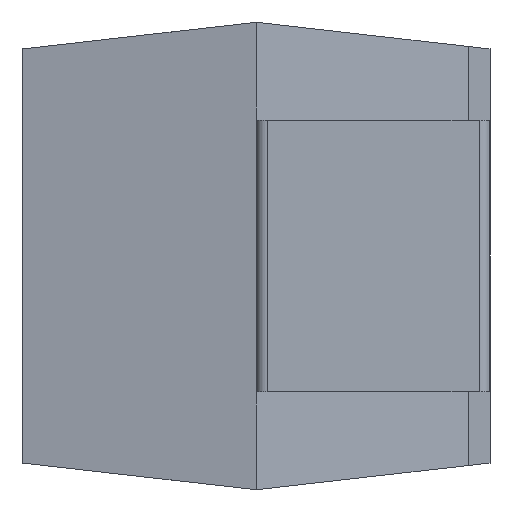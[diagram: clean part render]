
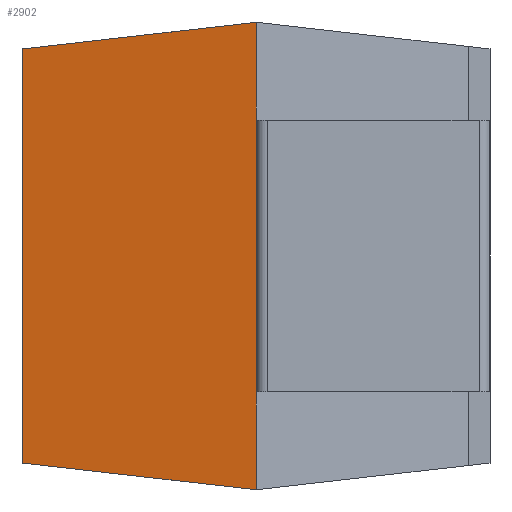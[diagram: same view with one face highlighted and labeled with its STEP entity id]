
A CAD part, left-side view. The second image highlights one B-rep face of the part: STEP entity #2902.
In plain terms, the highlighted planar face has unit normal (-0.986, 0.167, 0).
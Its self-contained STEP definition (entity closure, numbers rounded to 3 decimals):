
#179 = VERTEX_POINT ( 'NONE', #1397 ) ;
#227 = DIRECTION ( 'NONE',  ( -0.166, -0.98, -0.112 ) ) ;
#435 = LINE ( 'NONE', #2519, #1188 ) ;
#463 = EDGE_CURVE ( 'NONE', #2489, #3605, #491, .T. ) ;
#470 = EDGE_CURVE ( 'NONE', #3605, #1001, #1350, .T. ) ;
#488 = EDGE_CURVE ( 'NONE', #2489, #179, #2898, .T. ) ;
#489 = CARTESIAN_POINT ( 'NONE',  ( 0., 2.15, -3.4 ) ) ;
#491 = LINE ( 'NONE', #1717, #2290 ) ;
#595 = VECTOR ( 'NONE', #1645, 1000. ) ;
#661 = CARTESIAN_POINT ( 'NONE',  ( 0.364, 4.3, -4.054 ) ) ;
#778 = DIRECTION ( 'NONE',  ( -0.166, -0.98, 0.112 ) ) ;
#875 = VECTOR ( 'NONE', #778, 1000. ) ;
#919 = VERTEX_POINT ( 'NONE', #3526 ) ;
#984 = CARTESIAN_POINT ( 'NONE',  ( 0., 2.15, -4.3 ) ) ;
#991 = CARTESIAN_POINT ( 'NONE',  ( 0., 2.15, 0. ) ) ;
#1001 = VERTEX_POINT ( 'NONE', #991 ) ;
#1039 = ORIENTED_EDGE ( 'NONE', *, *, #463, .F. ) ;
#1090 = CARTESIAN_POINT ( 'NONE',  ( 0., 2.15, -4.3 ) ) ;
#1188 = VECTOR ( 'NONE', #1897, 1000. ) ;
#1299 = ORIENTED_EDGE ( 'NONE', *, *, #2600, .T. ) ;
#1350 = LINE ( 'NONE', #2863, #875 ) ;
#1373 = DIRECTION ( 'NONE',  ( 0., 0., 1. ) ) ;
#1397 = CARTESIAN_POINT ( 'NONE',  ( 0., 2.15, -4.3 ) ) ;
#1407 = ORIENTED_EDGE ( 'NONE', *, *, #488, .T. ) ;
#1427 = CARTESIAN_POINT ( 'NONE',  ( -0.349, 0.086, -4.536 ) ) ;
#1430 = FACE_OUTER_BOUND ( 'NONE', #3399, .T. ) ;
#1448 = AXIS2_PLACEMENT_3D ( 'NONE', #2859, #2261, #1666 ) ;
#1645 = DIRECTION ( 'NONE',  ( 0., 0., 1. ) ) ;
#1666 = DIRECTION ( 'NONE',  ( -0.167, -0.986, 0. ) ) ;
#1690 = VERTEX_POINT ( 'NONE', #489 ) ;
#1717 = CARTESIAN_POINT ( 'NONE',  ( 0.364, 4.3, -4.3 ) ) ;
#1833 = CARTESIAN_POINT ( 'NONE',  ( 0.364, 4.3, -0.246 ) ) ;
#1865 = ORIENTED_EDGE ( 'NONE', *, *, #470, .F. ) ;
#1869 = EDGE_CURVE ( 'NONE', #179, #1690, #435, .T. ) ;
#1878 = DIRECTION ( 'NONE',  ( 0., 0., 1. ) ) ;
#1897 = DIRECTION ( 'NONE',  ( 0., 0., 1. ) ) ;
#2261 = DIRECTION ( 'NONE',  ( -0.986, 0.167, 0. ) ) ;
#2290 = VECTOR ( 'NONE', #1373, 1000. ) ;
#2406 = ORIENTED_EDGE ( 'NONE', *, *, #1869, .T. ) ;
#2453 = ORIENTED_EDGE ( 'NONE', *, *, #3741, .T. ) ;
#2489 = VERTEX_POINT ( 'NONE', #661 ) ;
#2519 = CARTESIAN_POINT ( 'NONE',  ( 0., 2.15, -4.3 ) ) ;
#2600 = EDGE_CURVE ( 'NONE', #1690, #919, #3625, .T. ) ;
#2676 = VECTOR ( 'NONE', #1878, 1000. ) ;
#2859 = CARTESIAN_POINT ( 'NONE',  ( -0.354, 0.06, -4.3 ) ) ;
#2863 = CARTESIAN_POINT ( 'NONE',  ( -0.27, 0.557, 0.182 ) ) ;
#2898 = LINE ( 'NONE', #1427, #2975 ) ;
#2902 = ADVANCED_FACE ( 'NONE', ( #1430 ), #3456, .T. ) ;
#2975 = VECTOR ( 'NONE', #227, 1000. ) ;
#3399 = EDGE_LOOP ( 'NONE', ( #1039, #1407, #2406, #1299, #2453, #1865 ) ) ;
#3432 = LINE ( 'NONE', #1090, #595 ) ;
#3456 = PLANE ( 'NONE',  #1448 ) ;
#3526 = CARTESIAN_POINT ( 'NONE',  ( 0., 2.15, -0.9 ) ) ;
#3605 = VERTEX_POINT ( 'NONE', #1833 ) ;
#3625 = LINE ( 'NONE', #984, #2676 ) ;
#3741 = EDGE_CURVE ( 'NONE', #919, #1001, #3432, .T. ) ;
